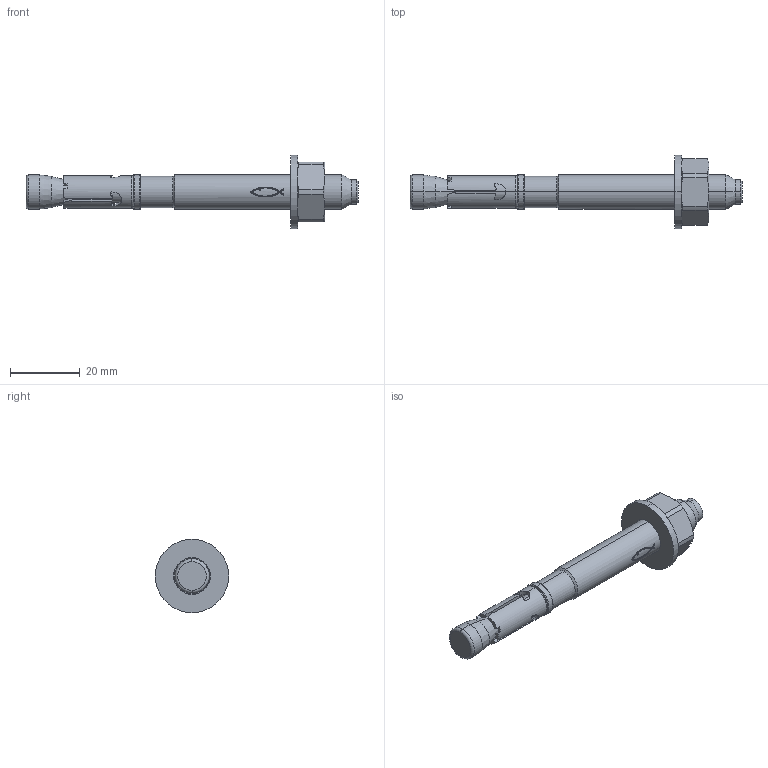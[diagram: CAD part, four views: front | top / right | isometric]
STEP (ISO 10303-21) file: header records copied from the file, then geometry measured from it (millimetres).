
FILE_DESCRIPTION(('STEP AP214'),'1');
FILE_NAME('cctmp_863E3B77-ED51-436B-BB93-00F5FB2941E5_2019_11_6_14_2_28_122..stp','2019-11-06T13:02:28',('fischerwerke GmbH & Co. KG'),('CADClick - www.CADClick.com'),'Spatial InterOp 3D',' ','unknown authorization');
FILE_SCHEMA(('AUTOMOTIVE_DESIGN'));
Length unit declared in the file: millimetre
Products named in the file (4): FAZ II 10/10_94981
Assembly tree (3 placements, depth 2):
  (unnamed)
    FAZ II 10/10_94981
    FAZ II 10/10_94981
    FAZ II 10/10_94981
Bounding box: 95 x 21 x 21 mm (x, y, z)
Volume: 8532.1 mm3; surface area: 5353.2 mm2
Topology: 3 solids, 3 shells, 349 faces, 980 edges, 642 vertices
Faces by surface type: plane 234, cylinder 85, cone 22, torus 8
Entity records: 16233 total; most frequent: CARTESIAN_POINT 4121, DIRECTION 2054, ORIENTED_EDGE 1960, EDGE_CURVE 980, AXIS2_PLACEMENT_3D 849, VERTEX_POINT 642, ELLIPSE 380, EDGE_LOOP 358
